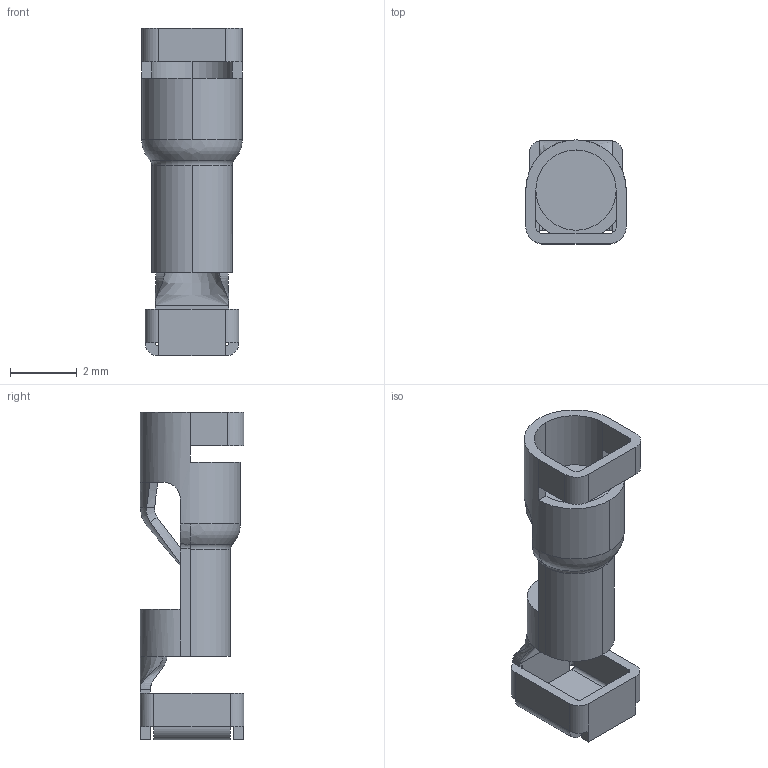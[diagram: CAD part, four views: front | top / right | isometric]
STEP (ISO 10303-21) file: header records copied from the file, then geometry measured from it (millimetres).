
FILE_DESCRIPTION(('STEP AP242'),'1');
FILE_NAME('2834012-3.stp','2024-12-31T11:13:21',('TraceParts'),('TraceParts S.A.'),'Spatial InterOp 3D',' ',' ');
FILE_SCHEMA(('AP242_MANAGED_MODEL_BASED_3D_ENGINEERING_MIM_LF {1 0 10303 442 1 1 4}'));
Length unit declared in the file: millimetre
Products named in the file (1): 2834012-3
Bounding box: 3 x 3.1 x 9.8 mm (x, y, z)
Volume: 33.8 mm3; surface area: 147.9 mm2
Topology: 1 solids, 1 shells, 98 faces, 252 edges, 150 vertices
Faces by surface type: plane 48, cylinder 27, bspline 21, torus 2
Entity records: 3863 total; most frequent: CARTESIAN_POINT 1561, ORIENTED_EDGE 504, DIRECTION 443, EDGE_CURVE 252, AXIS2_PLACEMENT_3D 152, VERTEX_POINT 150, LINE 139, VECTOR 139
